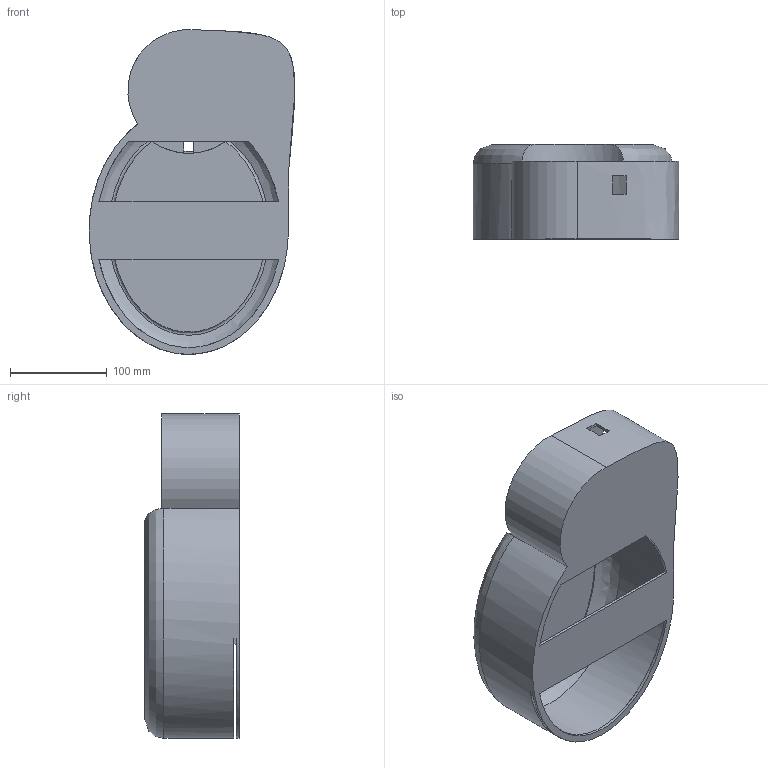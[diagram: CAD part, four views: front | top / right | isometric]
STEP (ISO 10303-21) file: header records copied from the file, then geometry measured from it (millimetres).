
FILE_DESCRIPTION(/* description */ (''),/* implementation_level */ '2;1');
FILE_NAME(/* name */ 'Plate Body_renual.stp',/* time_stamp */ '2025-09-19T15:28:53+09:00',/* author */ ('wlgns'),/* organization */ (''),/* preprocessor_version */ 'ST-DEVELOPER v20.1',/* originating_system */ 'Autodesk Inventor 2026',/* authorisation */ '');
FILE_SCHEMA (('AUTOMOTIVE_DESIGN { 1 0 10303 214 3 1 1 }'));
Length unit declared in the file: millimetre
Products named in the file (1): Plate Body
Bounding box: 212.63 x 98 x 335.81 mm (x, y, z)
Volume: 580730.7 mm3; surface area: 354958.1 mm2
Topology: 1 solids, 1 shells, 107 faces, 323 edges, 213 vertices
Faces by surface type: plane 72, cylinder 18, bspline 16, torus 1
Full cylindrical faces by diameter (mm): 25 x2
Entity records: 7186 total; most frequent: CARTESIAN_POINT 4327, ORIENTED_EDGE 646, DIRECTION 503, EDGE_CURVE 323, VERTEX_POINT 212, LINE 193, VECTOR 193, AXIS2_PLACEMENT_3D 155
